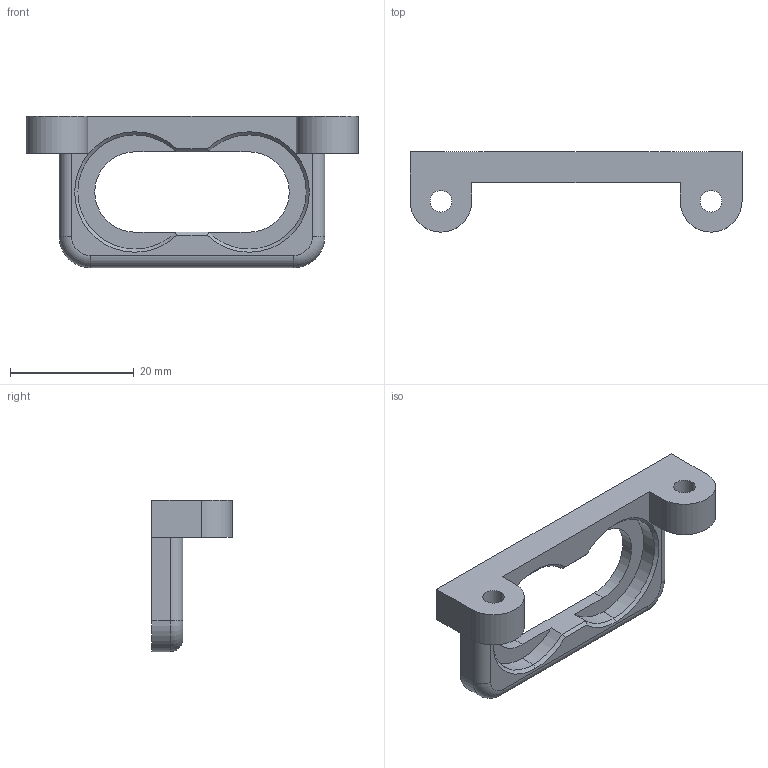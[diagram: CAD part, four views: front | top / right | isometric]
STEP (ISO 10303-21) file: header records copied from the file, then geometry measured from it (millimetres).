
FILE_DESCRIPTION (( 'STEP AP203' ), '1' );
FILE_NAME ('SoporteBateria_Default_sldprt.STEP', '2020-12-09T15:01:32', ( '' ), ( '' ), 'SwSTEP 2.0', 'SolidWorks 2020', '' );
FILE_SCHEMA (( 'CONFIG_CONTROL_DESIGN' ));
Length unit declared in the file: millimetre
Products named in the file (1): SoporteBateria_Default_sldprt
Bounding box: 53.75 x 13 x 24.5 mm (x, y, z)
Volume: 3637.8 mm3; surface area: 3151.1 mm2
Topology: 1 solids, 1 shells, 59 faces, 153 edges, 98 vertices
Faces by surface type: plane 32, cylinder 19, cone 6, torus 2
Entity records: 1890 total; most frequent: CARTESIAN_POINT 323, DIRECTION 315, ORIENTED_EDGE 306, EDGE_CURVE 153, AXIS2_PLACEMENT_3D 106, LINE 103, VECTOR 103, VERTEX_POINT 98
